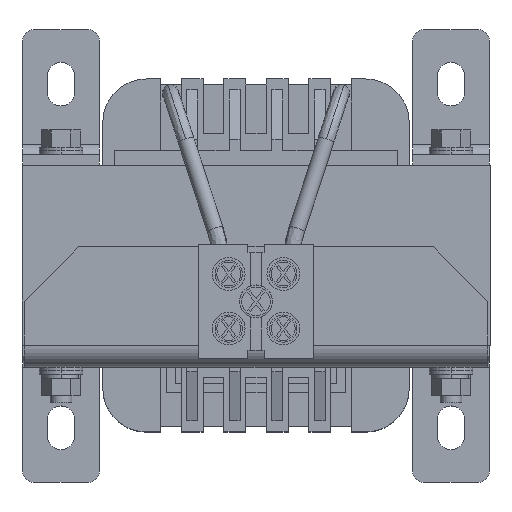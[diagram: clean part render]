
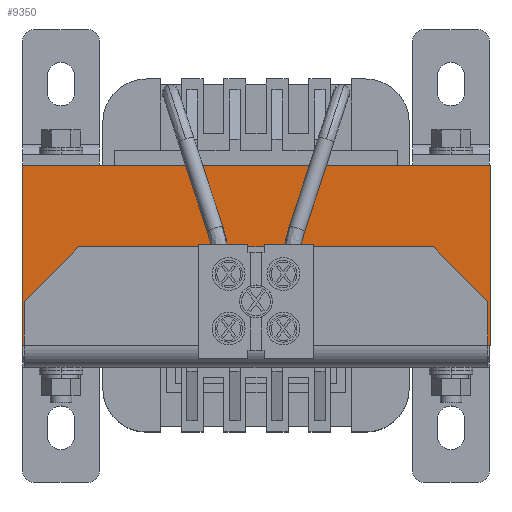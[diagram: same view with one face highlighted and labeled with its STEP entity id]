
A CAD part, top view. The second image highlights one B-rep face of the part: STEP entity #9350.
In plain terms, the highlighted planar face has unit normal (0, 0, 1).
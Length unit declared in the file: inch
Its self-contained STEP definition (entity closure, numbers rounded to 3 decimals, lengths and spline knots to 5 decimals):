
#841 = LINE ( 'NONE', #9244, #15949 ) ;
#1658 = CARTESIAN_POINT ( 'NONE',  ( 5.3587, 1.25984, 2.87702 ) ) ;
#1982 = FACE_OUTER_BOUND ( 'NONE', #7019, .T. ) ;
#3385 = DIRECTION ( 'NONE',  ( 0., 0., 1. ) ) ;
#4790 = EDGE_CURVE ( 'NONE', #11456, #5230, #841, .T. ) ;
#5230 = VERTEX_POINT ( 'NONE', #1658 ) ;
#5583 = PLANE ( 'NONE',  #22232 ) ;
#7019 = EDGE_LOOP ( 'NONE', ( #22777, #12197, #16660, #21849 ) ) ;
#7879 = CARTESIAN_POINT ( 'NONE',  ( 5.3587, 2.55906, 2.87702 ) ) ;
#9090 = DIRECTION ( 'NONE',  ( 0., 1., 0. ) ) ;
#9244 = CARTESIAN_POINT ( 'NONE',  ( 5.3587, 2.51969, 2.87702 ) ) ;
#9350 = ADVANCED_FACE ( 'NONE', ( #1982 ), #5583, .T. ) ;
#9504 = CARTESIAN_POINT ( 'NONE',  ( 1.98075, 1.25984, 2.87702 ) ) ;
#10140 = VECTOR ( 'NONE', #13445, 39.37008 ) ;
#10550 = LINE ( 'NONE', #15385, #21814 ) ;
#11456 = VERTEX_POINT ( 'NONE', #7879 ) ;
#11703 = LINE ( 'NONE', #24799, #28200 ) ;
#12197 = ORIENTED_EDGE ( 'NONE', *, *, #24156, .F. ) ;
#12555 = VERTEX_POINT ( 'NONE', #9504 ) ;
#13161 = VERTEX_POINT ( 'NONE', #21916 ) ;
#13445 = DIRECTION ( 'NONE',  ( 1., 0., 0. ) ) ;
#15000 = EDGE_CURVE ( 'NONE', #12555, #13161, #11703, .T. ) ;
#15385 = CARTESIAN_POINT ( 'NONE',  ( 3.66973, 2.55906, 2.87702 ) ) ;
#15949 = VECTOR ( 'NONE', #24973, 39.37008 ) ;
#16660 = ORIENTED_EDGE ( 'NONE', *, *, #15000, .F. ) ;
#16900 = CARTESIAN_POINT ( 'NONE',  ( 1.98075, 2.51969, 2.87702 ) ) ;
#18015 = CARTESIAN_POINT ( 'NONE',  ( 3.66973, 1.25984, 2.87702 ) ) ;
#19159 = DIRECTION ( 'NONE',  ( 1., 0., 0. ) ) ;
#21814 = VECTOR ( 'NONE', #28846, 39.37008 ) ;
#21849 = ORIENTED_EDGE ( 'NONE', *, *, #27795, .T. ) ;
#21916 = CARTESIAN_POINT ( 'NONE',  ( 1.98075, 2.55906, 2.87702 ) ) ;
#22118 = LINE ( 'NONE', #18015, #10140 ) ;
#22232 = AXIS2_PLACEMENT_3D ( 'NONE', #16900, #3385, #19159 ) ;
#22777 = ORIENTED_EDGE ( 'NONE', *, *, #4790, .F. ) ;
#24156 = EDGE_CURVE ( 'NONE', #13161, #11456, #10550, .T. ) ;
#24799 = CARTESIAN_POINT ( 'NONE',  ( 1.98075, 2.51969, 2.87702 ) ) ;
#24973 = DIRECTION ( 'NONE',  ( 0., -1., 0. ) ) ;
#27795 = EDGE_CURVE ( 'NONE', #12555, #5230, #22118, .T. ) ;
#28200 = VECTOR ( 'NONE', #9090, 39.37008 ) ;
#28846 = DIRECTION ( 'NONE',  ( 1., 0., 0. ) ) ;
